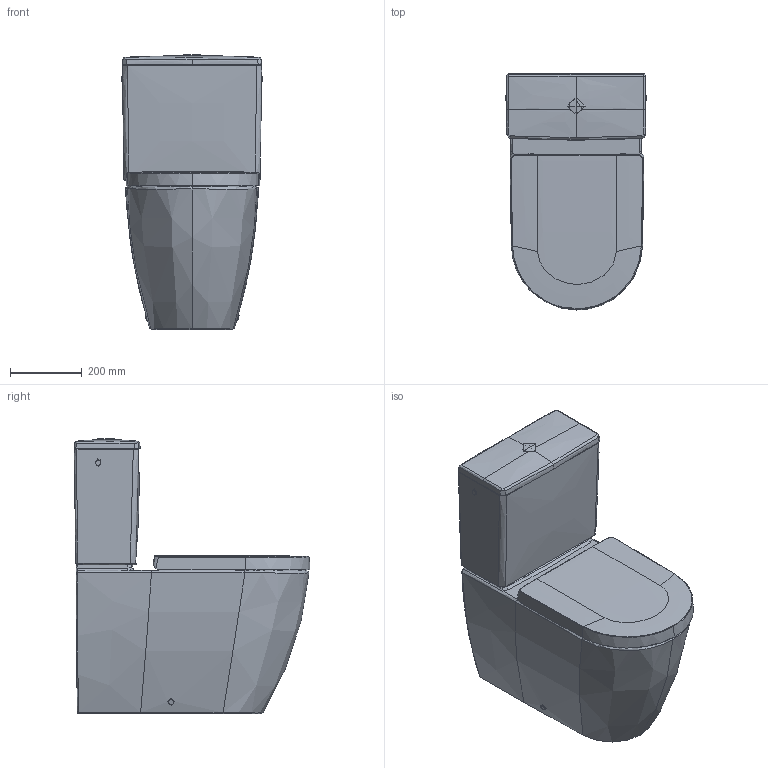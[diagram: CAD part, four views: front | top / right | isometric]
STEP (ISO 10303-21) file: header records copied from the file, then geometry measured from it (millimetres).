
FILE_DESCRIPTION(/* description */ (''),/* implementation_level */ '2;1');
FILE_NAME(/* name */ '200509',/* time_stamp */ '2021-10-27T08:52:04+02:00',/* author */ (''),/* organization */ (''),/* preprocessor_version */ 'ST-DEVELOPER v15',/* originating_system */ '',/* authorisation */ '');
FILE_SCHEMA (('AUTOMOTIVE_DESIGN'));
Products named in the file (1): Document
Bounding box: 395.5 x 658.72 x 768 mm (x, y, z)
Volume: 9009192.6 mm3; surface area: 3300983 mm2
Topology: 9 solids, 10 shells, 1389 faces, 3346 edges, 1979 vertices
Faces by surface type: bspline 1202, plane 187
Entity records: 228508 total; most frequent: CARTESIAN_POINT 208652, ORIENTED_EDGE 6627, EDGE_CURVE 3315, B_SPLINE_CURVE_WITH_KNOTS 2398, VERTEX_POINT 1980, EDGE_LOOP 1443, ADVANCED_FACE 1389, FACE_OUTER_BOUND 1389
